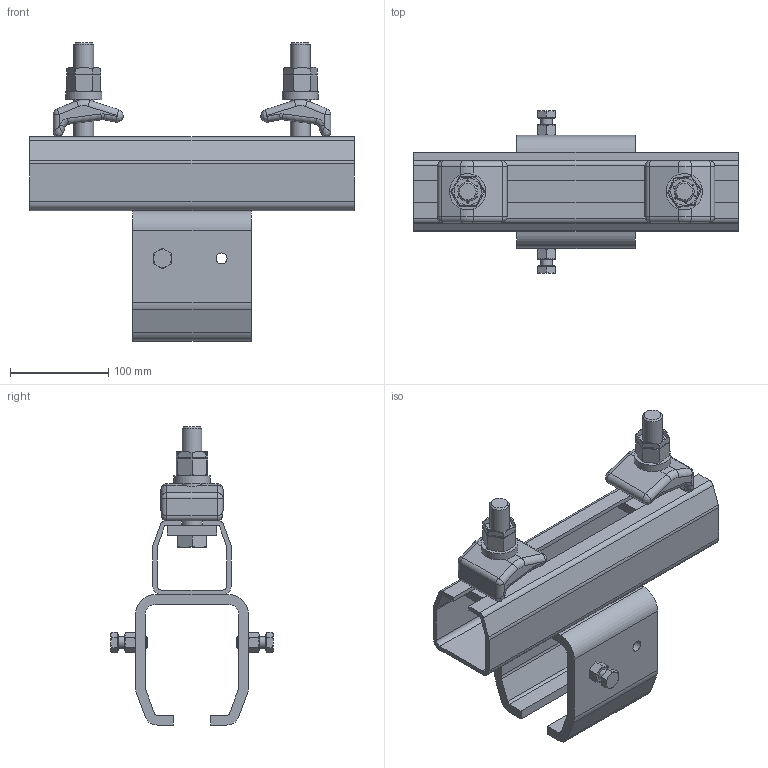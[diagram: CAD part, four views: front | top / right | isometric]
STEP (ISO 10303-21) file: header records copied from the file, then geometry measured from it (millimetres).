
FILE_DESCRIPTION(('STEP AP214'),'1');
FILE_NAME('PMH Upphängning 1702B.stp','2013-08-26T09:13:20',(' '),(' '),'Spatial InterOp 3D',' ',' ');
FILE_SCHEMA(('automotive_design'));
Length unit declared in the file: millimetre
Products named in the file (14): PMH Profilskena stallbar upphangning 1702B; NAUO9; NAUO12; NAUO8; NAUO7; NAUO13; NAUO18; NAUO19; NAUO10; NAUO15; NAUO17; NAUO14; NAUO2; NAUO16
Assembly tree (19 placements, depth 4):
  PMH Profilskena stallbar upphangning 1702B
    NAUO9  x2
    NAUO12  x2
    NAUO8  x2
    NAUO7  x2
    NAUO13  x2
      NAUO18
      NAUO19
    NAUO10
      NAUO15
      NAUO17
      NAUO14  x2
        NAUO2
        NAUO16
Bounding box: 330 x 165 x 303 mm (x, y, z)
Volume: 1159991.2 mm3; surface area: 360362.5 mm2
Topology: 18 solids, 18 shells, 398 faces, 960 edges, 596 vertices
Faces by surface type: plane 196, cylinder 126, cone 44, torus 16, bspline 12, sphere 4
Full cylindrical faces by diameter (mm): 10.106 x2, 11.2 x6, 12 x2, 16.63 x2, 17.294 x2, 20 x2, 21 x2, 22 x2, 28.19 x2, 37 x2
Entity records: 9895 total; most frequent: CARTESIAN_POINT 2327, DIRECTION 1148, ORIENTED_EDGE 1074, EDGE_CURVE 537, AXIS2_PLACEMENT_3D 430, VERTEX_POINT 355, LINE 288, VECTOR 288
